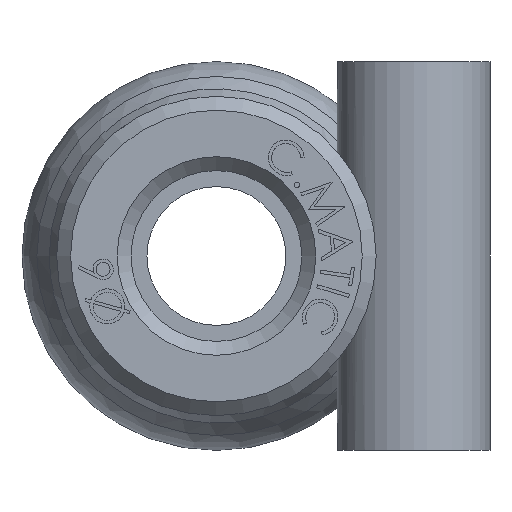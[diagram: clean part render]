
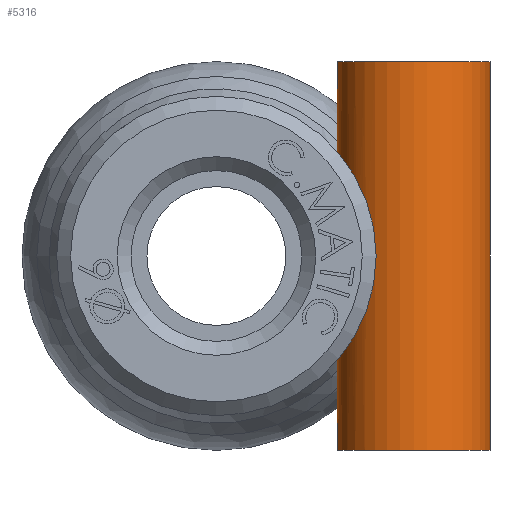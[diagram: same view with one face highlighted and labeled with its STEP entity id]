
A CAD part, front view. The second image highlights one B-rep face of the part: STEP entity #5316.
In plain terms, the highlighted cylindrical face has radius 2.75 mm (diameter 5.5 mm), a full revolution.
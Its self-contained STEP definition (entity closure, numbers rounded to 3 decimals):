
#26=CYLINDRICAL_SURFACE('',#5547,2.75);
#61=CIRCLE('',#5523,2.75);
#63=CIRCLE('',#5526,2.75);
#2588=ORIENTED_EDGE('',*,*,#3352,.T.);
#2589=ORIENTED_EDGE('',*,*,#3351,.T.);
#2590=ORIENTED_EDGE('',*,*,#3350,.T.);
#2591=ORIENTED_EDGE('',*,*,#3371,.T.);
#2592=ORIENTED_EDGE('',*,*,#3354,.T.);
#2593=ORIENTED_EDGE('',*,*,#3356,.F.);
#3350=EDGE_CURVE('',#3863,#3862,#4114,.T.);
#3351=EDGE_CURVE('',#3864,#3863,#4115,.T.);
#3352=EDGE_CURVE('',#3859,#3864,#4116,.T.);
#3354=EDGE_CURVE('',#3866,#3866,#61,.T.);
#3356=EDGE_CURVE('',#3868,#3868,#63,.T.);
#3371=EDGE_CURVE('',#3862,#3859,#4121,.T.);
#3859=VERTEX_POINT('',#14944);
#3862=VERTEX_POINT('',#14962);
#3863=VERTEX_POINT('',#14967);
#3864=VERTEX_POINT('',#14980);
#3866=VERTEX_POINT('',#14991);
#3868=VERTEX_POINT('',#14996);
#4114=B_SPLINE_CURVE_WITH_KNOTS('',3,(#14963,#14964,#14965,#14966),
 .UNSPECIFIED.,.F.,.F.,(4,4),(0.,1.),.UNSPECIFIED.);
#4115=B_SPLINE_CURVE_WITH_KNOTS('',3,(#14968,#14969,#14970,#14971,#14972,
#14973,#14974,#14975,#14976,#14977,#14978,#14979),.UNSPECIFIED.,.F.,.F.,
(4,1,1,1,1,1,1,1,1,4),(0.,0.125,0.25,0.313,0.375,0.5,0.625,0.75,0.875,
1.),.UNSPECIFIED.);
#4116=B_SPLINE_CURVE_WITH_KNOTS('',3,(#14981,#14982,#14983,#14984,#14985,
#14986),.UNSPECIFIED.,.F.,.F.,(4,2,4),(0.011,0.011,
0.011),.UNSPECIFIED.);
#4121=B_SPLINE_CURVE_WITH_KNOTS('',3,(#15060,#15061,#15062,#15063,#15064,
#15065,#15066,#15067,#15068,#15069,#15070,#15071,#15072),.UNSPECIFIED.,
 .F.,.F.,(4,1,1,1,1,1,1,1,1,1,4),(0.,0.125,0.188,0.25,0.375,0.5,0.625,
0.75,0.875,0.938,1.),.UNSPECIFIED.);
#4460=EDGE_LOOP('',(#2588,#2589,#2590,#2591));
#4461=EDGE_LOOP('',(#2592));
#4462=EDGE_LOOP('',(#2593));
#4831=FACE_BOUND('',#4460,.T.);
#4832=FACE_BOUND('',#4461,.T.);
#4833=FACE_BOUND('',#4462,.T.);
#5316=ADVANCED_FACE('',(#4831,#4832,#4833),#26,.T.);
#5523=AXIS2_PLACEMENT_3D('',#14990,#6401,#6402);
#5526=AXIS2_PLACEMENT_3D('',#14995,#6407,#6408);
#5547=AXIS2_PLACEMENT_3D('',#15059,#6449,#6450);
#6401=DIRECTION('',(0.,0.,1.));
#6402=DIRECTION('',(1.,0.,0.));
#6407=DIRECTION('',(0.,0.,1.));
#6408=DIRECTION('',(1.,0.,0.));
#6449=DIRECTION('',(0.,0.,-1.));
#6450=DIRECTION('',(-1.,0.,0.));
#14944=CARTESIAN_POINT('',(4.364,0.932,3.195));
#14962=CARTESIAN_POINT('',(4.457,1.408,-3.231));
#14963=CARTESIAN_POINT('',(4.35,0.65,-3.145));
#14964=CARTESIAN_POINT('',(4.35,0.91,-3.201));
#14965=CARTESIAN_POINT('',(4.387,1.166,-3.23));
#14966=CARTESIAN_POINT('',(4.457,1.408,-3.231));
#14967=CARTESIAN_POINT('',(4.35,0.65,-3.145));
#14968=CARTESIAN_POINT('',(4.35,0.65,3.145));
#14969=CARTESIAN_POINT('',(4.35,0.275,3.064));
#14970=CARTESIAN_POINT('',(4.495,-0.386,2.824));
#14971=CARTESIAN_POINT('',(4.882,-1.,2.201));
#14972=CARTESIAN_POINT('',(5.131,-1.274,1.605));
#14973=CARTESIAN_POINT('',(5.335,-1.465,0.905));
#14974=CARTESIAN_POINT('',(5.436,-1.538,0.008));
#14975=CARTESIAN_POINT('',(5.315,-1.448,-1.087));
#14976=CARTESIAN_POINT('',(4.956,-1.117,-2.087));
#14977=CARTESIAN_POINT('',(4.497,-0.393,-2.818));
#14978=CARTESIAN_POINT('',(4.35,0.273,-3.063));
#14979=CARTESIAN_POINT('',(4.35,0.65,-3.145));
#14980=CARTESIAN_POINT('',(4.35,0.65,3.145));
#14981=CARTESIAN_POINT('',(4.364,0.932,3.195));
#14982=CARTESIAN_POINT('',(4.36,0.885,3.189));
#14983=CARTESIAN_POINT('',(4.356,0.838,3.181));
#14984=CARTESIAN_POINT('',(4.351,0.743,3.164));
#14985=CARTESIAN_POINT('',(4.35,0.697,3.155));
#14986=CARTESIAN_POINT('',(4.35,0.65,3.145));
#14990=CARTESIAN_POINT('',(7.1,0.65,-7.));
#14991=CARTESIAN_POINT('',(9.85,0.65,-7.));
#14995=CARTESIAN_POINT('',(7.1,0.65,7.));
#14996=CARTESIAN_POINT('',(9.85,0.65,7.));
#15059=CARTESIAN_POINT('',(7.1,0.65,7.));
#15060=CARTESIAN_POINT('',(4.457,1.408,-3.231));
#15061=CARTESIAN_POINT('',(4.583,1.85,-3.234));
#15062=CARTESIAN_POINT('',(4.911,2.372,-3.093));
#15063=CARTESIAN_POINT('',(5.369,2.801,-2.635));
#15064=CARTESIAN_POINT('',(5.805,3.095,-1.955));
#15065=CARTESIAN_POINT('',(6.117,3.219,-0.989));
#15066=CARTESIAN_POINT('',(6.204,3.25,0.247));
#15067=CARTESIAN_POINT('',(6.007,3.179,1.459));
#15068=CARTESIAN_POINT('',(5.486,2.929,2.584));
#15069=CARTESIAN_POINT('',(4.824,2.288,3.145));
#15070=CARTESIAN_POINT('',(4.472,1.534,3.248));
#15071=CARTESIAN_POINT('',(4.386,1.141,3.225));
#15072=CARTESIAN_POINT('',(4.364,0.932,3.195));
